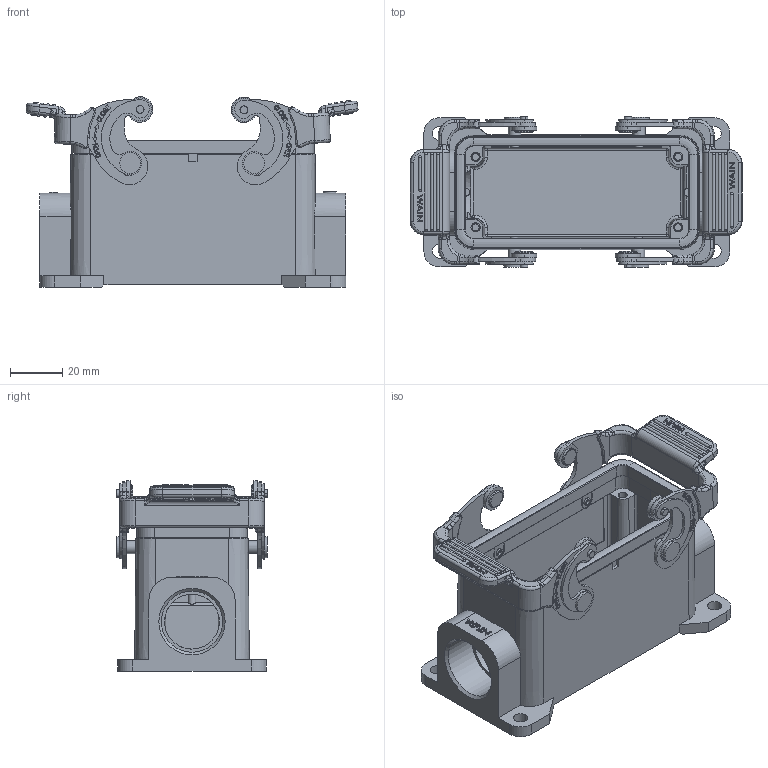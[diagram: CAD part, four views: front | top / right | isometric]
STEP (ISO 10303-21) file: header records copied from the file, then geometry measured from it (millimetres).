
FILE_DESCRIPTION(/* description */ (''),/* implementation_level */ '2;1');
FILE_NAME(/* name */ '3D_1240162411003_HV16B-SF-2L_SC-M25_V1.1.stp',/* time_stamp */ '2024-01-02T13:57:34+08:00',/* author */ (''),/* organization */ (''),/* preprocessor_version */ 'ST-DEVELOPER v18.1',/* originating_system */ 'SIEMENS PLM Software NX 1980',/* authorisation */ '');
FILE_SCHEMA (('AUTOMOTIVE_DESIGN { 1 0 10303 214 3 1 1 1 }'));
Products named in the file (1): 145924985FBBm1mr
Bounding box: 127.01 x 57.9 x 72.94 mm (x, y, z)
Volume: 108453.6 mm3; surface area: 75194.3 mm2
Topology: 24 solids, 24 shells, 1714 faces, 4433 edges, 2838 vertices
Faces by surface type: plane 843, cylinder 541, torus 112, extrusion 76, bspline 62, cone 44, sphere 36
Full cylindrical faces by diameter (mm): 1.9 x4, 3 x8, 4.9 x4, 8 x4, 21 x1, 23.4 x2
Entity records: 66515 total; most frequent: CARTESIAN_POINT 20715, ORIENTED_EDGE 8666, DIRECTION 7842, EDGE_CURVE 4333, VERTEX_POINT 2832, AXIS2_PLACEMENT_3D 2736, VECTOR 2370, LINE 2294
